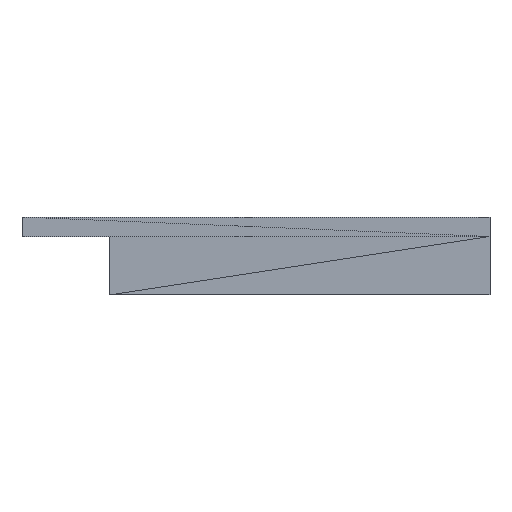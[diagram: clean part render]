
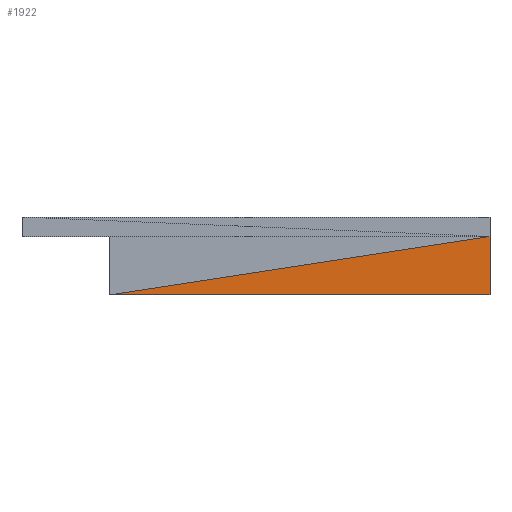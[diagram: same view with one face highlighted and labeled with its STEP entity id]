
A CAD part, front view. The second image highlights one B-rep face of the part: STEP entity #1922.
In plain terms, the highlighted planar face has unit normal (0, -1, 0).
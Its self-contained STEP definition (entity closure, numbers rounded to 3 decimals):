
#102=FACE_OUTER_BOUND('',#268,.T.);
#268=EDGE_LOOP('',(#1432,#1433,#1434));
#424=LINE('',#2918,#673);
#489=LINE('',#3047,#738);
#491=LINE('',#3050,#740);
#673=VECTOR('',#2342,10.);
#738=VECTOR('',#2499,10.);
#740=VECTOR('',#2503,10.);
#852=VERTEX_POINT('',#2789);
#879=VERTEX_POINT('',#2916);
#897=VERTEX_POINT('',#3046);
#999=EDGE_CURVE('',#879,#852,#424,.T.);
#1064=EDGE_CURVE('',#897,#852,#489,.T.);
#1066=EDGE_CURVE('',#897,#879,#491,.T.);
#1432=ORIENTED_EDGE('',*,*,#1064,.T.);
#1433=ORIENTED_EDGE('',*,*,#999,.F.);
#1434=ORIENTED_EDGE('',*,*,#1066,.F.);
#1756=PLANE('',#2102);
#1922=ADVANCED_FACE('',(#102),#1756,.T.);
#2102=AXIS2_PLACEMENT_3D('',#3049,#2501,#2502);
#2342=DIRECTION('',(-1.,0.,0.));
#2499=DIRECTION('',(-0.988,0.,-0.152));
#2501=DIRECTION('center_axis',(0.,-1.,0.));
#2502=DIRECTION('ref_axis',(0.,0.,-1.));
#2503=DIRECTION('',(0.,0.,-1.));
#2789=CARTESIAN_POINT('',(23.,60.,3.5));
#2916=CARTESIAN_POINT('',(62.,60.,3.5));
#2918=CARTESIAN_POINT('',(62.,60.,3.5));
#3046=CARTESIAN_POINT('',(62.,60.,9.5));
#3047=CARTESIAN_POINT('',(62.,60.,9.5));
#3049=CARTESIAN_POINT('Origin',(62.,60.,3.5));
#3050=CARTESIAN_POINT('',(62.,60.,9.5));
